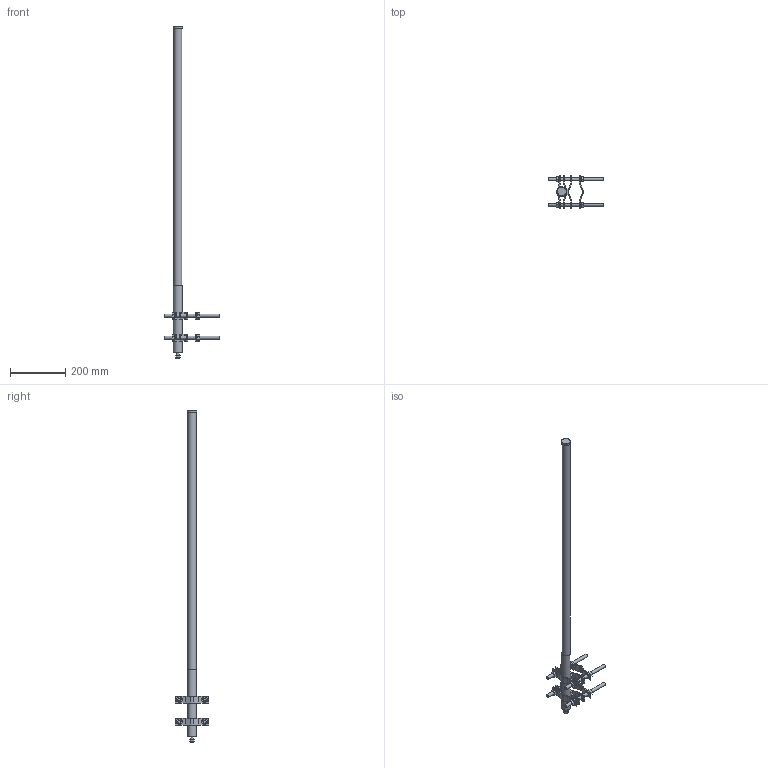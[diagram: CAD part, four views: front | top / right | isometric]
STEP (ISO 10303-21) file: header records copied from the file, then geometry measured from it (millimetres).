
FILE_DESCRIPTION (( 'STEP AP214' ), '1' );
FILE_NAME ('PE51OM1044_3D.STEP', '2021-05-26T17:30:38', ( '' ), ( '' ), 'SwSTEP 2.0', 'SolidWorks 2020', '' );
FILE_SCHEMA (( 'AUTOMOTIVE_DESIGN' ));
Length unit declared in the file: millimetre
Products named in the file (1): PE51OM1044_3D
Bounding box: 200 x 121 x 1201 mm (x, y, z)
Volume: 1050449 mm3; surface area: 220835.6 mm2
Topology: 37 solids, 37 shells, 343 faces, 793 edges, 528 vertices
Faces by surface type: plane 218, cylinder 122, cone 2, bspline 1
Full cylindrical faces by diameter (mm): 3.2 x4, 8.2 x1, 10.5 x1, 11 x44, 15 x8, 16 x1, 20 x8, 30 x1, 32 x1, 34 x1
Entity records: 9943 total; most frequent: DIRECTION 1650, CARTESIAN_POINT 1623, ORIENTED_EDGE 1438, EDGE_CURVE 719, AXIS2_PLACEMENT_3D 589, VERTEX_POINT 527, EDGE_LOOP 508, VECTOR 472
